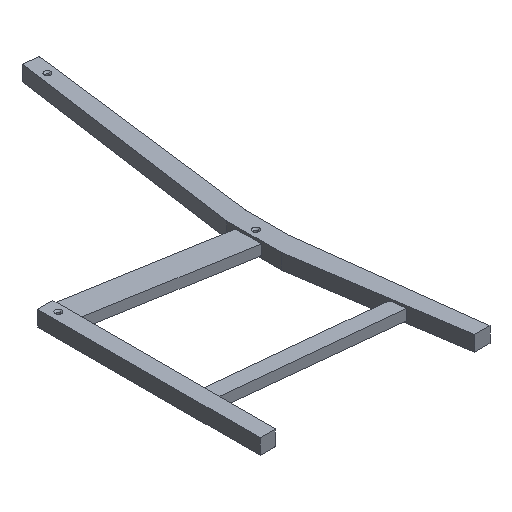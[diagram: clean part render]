
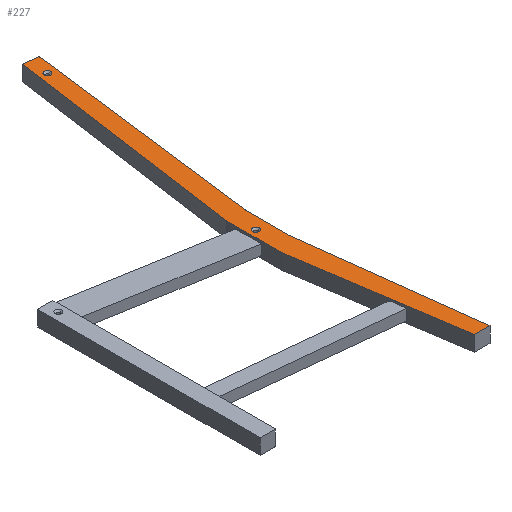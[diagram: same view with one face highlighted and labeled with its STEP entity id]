
A CAD part, isometric view. The second image highlights one B-rep face of the part: STEP entity #227.
In plain terms, the highlighted planar face has unit normal (0, 0, 1).
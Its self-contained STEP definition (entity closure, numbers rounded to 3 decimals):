
#21 = EDGE_CURVE ( 'NONE', #375, #60, #216, .T. ) ;
#47 = EDGE_LOOP ( 'NONE', ( #829, #1684, #337, #89, #1794, #502, #1020, #566 ) ) ;
#57 = DIRECTION ( 'NONE',  ( 1., 0., 0. ) ) ;
#60 = VERTEX_POINT ( 'NONE', #1175 ) ;
#84 = CIRCLE ( 'NONE', #1170, 6.3 ) ;
#89 = ORIENTED_EDGE ( 'NONE', *, *, #862, .T. ) ;
#105 = AXIS2_PLACEMENT_3D ( 'NONE', #326, #1581, #981 ) ;
#109 = LINE ( 'NONE', #757, #413 ) ;
#126 = CARTESIAN_POINT ( 'NONE',  ( 449.674, 896.399, -20. ) ) ;
#128 = CARTESIAN_POINT ( 'NONE',  ( 354.534, 328.013, -20. ) ) ;
#136 = VECTOR ( 'NONE', #57, 1000. ) ;
#164 = VERTEX_POINT ( 'NONE', #881 ) ;
#167 = AXIS2_PLACEMENT_3D ( 'NONE', #1150, #1174, #1195 ) ;
#196 = EDGE_CURVE ( 'NONE', #1124, #1887, #1715, .T. ) ;
#216 = LINE ( 'NONE', #369, #136 ) ;
#227 = ADVANCED_FACE ( 'NONE', ( #1547, #562, #1875 ), #427, .F. ) ;
#237 = DIRECTION ( 'NONE',  ( 1., 0., 0. ) ) ;
#240 = DIRECTION ( 'NONE',  ( -0.99, 0.139, 0. ) ) ;
#258 = CARTESIAN_POINT ( 'NONE',  ( 354.534, 435., -20. ) ) ;
#259 = VERTEX_POINT ( 'NONE', #1392 ) ;
#261 = DIRECTION ( 'NONE',  ( -0.122, 0.993, 0. ) ) ;
#279 = VECTOR ( 'NONE', #965, 1000. ) ;
#280 = VERTEX_POINT ( 'NONE', #2004 ) ;
#295 = CARTESIAN_POINT ( 'NONE',  ( 391.534, 350.095, -20. ) ) ;
#314 = DIRECTION ( 'NONE',  ( 0., 1., 0. ) ) ;
#326 = CARTESIAN_POINT ( 'NONE',  ( 429.349, 860.216, -20. ) ) ;
#337 = ORIENTED_EDGE ( 'NONE', *, *, #21, .T. ) ;
#349 = DIRECTION ( 'NONE',  ( 0., 0., -1. ) ) ;
#362 = CARTESIAN_POINT ( 'NONE',  ( 368.205, 391.455, -20. ) ) ;
#369 = CARTESIAN_POINT ( 'NONE',  ( 404.534, 0., -20. ) ) ;
#375 = VERTEX_POINT ( 'NONE', #954 ) ;
#412 = CIRCLE ( 'NONE', #167, 6.3 ) ;
#413 = VECTOR ( 'NONE', #261, 1000. ) ;
#427 = PLANE ( 'NONE',  #1771 ) ;
#438 = EDGE_CURVE ( 'NONE', #774, #1719, #1754, .T. ) ;
#502 = ORIENTED_EDGE ( 'NONE', *, *, #438, .T. ) ;
#562 = FACE_BOUND ( 'NONE', #1535, .T. ) ;
#566 = ORIENTED_EDGE ( 'NONE', *, *, #732, .T. ) ;
#579 = VECTOR ( 'NONE', #314, 1000. ) ;
#587 = AXIS2_PLACEMENT_3D ( 'NONE', #362, #996, #1803 ) ;
#598 = EDGE_CURVE ( 'NONE', #1143, #1956, #1319, .T. ) ;
#615 = EDGE_CURVE ( 'NONE', #164, #774, #948, .T. ) ;
#626 = LINE ( 'NONE', #128, #1206 ) ;
#714 = LINE ( 'NONE', #853, #1834 ) ;
#732 = EDGE_CURVE ( 'NONE', #1692, #1124, #714, .T. ) ;
#757 = CARTESIAN_POINT ( 'NONE',  ( 434.534, 0., -20. ) ) ;
#774 = VERTEX_POINT ( 'NONE', #1484 ) ;
#778 = EDGE_CURVE ( 'NONE', #1956, #1143, #412, .T. ) ;
#829 = ORIENTED_EDGE ( 'NONE', *, *, #196, .T. ) ;
#843 = DIRECTION ( 'NONE',  ( -0.139, -0.99, 0. ) ) ;
#853 = CARTESIAN_POINT ( 'NONE',  ( 354.534, 435., -20. ) ) ;
#862 = EDGE_CURVE ( 'NONE', #60, #164, #109, .T. ) ;
#871 = ORIENTED_EDGE ( 'NONE', *, *, #598, .T. ) ;
#881 = CARTESIAN_POINT ( 'NONE',  ( 391.534, 350.095, -20. ) ) ;
#948 = LINE ( 'NONE', #295, #579 ) ;
#954 = CARTESIAN_POINT ( 'NONE',  ( 404.534, 0., -20. ) ) ;
#965 = DIRECTION ( 'NONE',  ( 0.125, 0.992, 0. ) ) ;
#981 = DIRECTION ( 'NONE',  ( -1., 0., 0. ) ) ;
#995 = DIRECTION ( 'NONE',  ( -1., 0., 0. ) ) ;
#996 = DIRECTION ( 'NONE',  ( 0., 0., -1. ) ) ;
#1020 = ORIENTED_EDGE ( 'NONE', *, *, #1795, .T. ) ;
#1090 = ORIENTED_EDGE ( 'NONE', *, *, #1720, .T. ) ;
#1124 = VERTEX_POINT ( 'NONE', #1483 ) ;
#1143 = VERTEX_POINT ( 'NONE', #1302 ) ;
#1150 = CARTESIAN_POINT ( 'NONE',  ( 429.349, 860.216, -20. ) ) ;
#1170 = AXIS2_PLACEMENT_3D ( 'NONE', #1801, #349, #995 ) ;
#1174 = DIRECTION ( 'NONE',  ( 0., 0., -1. ) ) ;
#1175 = CARTESIAN_POINT ( 'NONE',  ( 434.534, 0., -20. ) ) ;
#1193 = CARTESIAN_POINT ( 'NONE',  ( 354.534, 328.013, -20. ) ) ;
#1195 = DIRECTION ( 'NONE',  ( -1., 0., 0. ) ) ;
#1206 = VECTOR ( 'NONE', #1733, 1000. ) ;
#1230 = CARTESIAN_POINT ( 'NONE',  ( 0., 0., -20. ) ) ;
#1282 = ORIENTED_EDGE ( 'NONE', *, *, #778, .T. ) ;
#1302 = CARTESIAN_POINT ( 'NONE',  ( 423.049, 860.216, -20. ) ) ;
#1319 = CIRCLE ( 'NONE', #105, 6.3 ) ;
#1323 = VECTOR ( 'NONE', #1666, 1000. ) ;
#1352 = ORIENTED_EDGE ( 'NONE', *, *, #1580, .T. ) ;
#1392 = CARTESIAN_POINT ( 'NONE',  ( 374.505, 391.455, -20. ) ) ;
#1483 = CARTESIAN_POINT ( 'NONE',  ( 354.534, 435., -20. ) ) ;
#1484 = CARTESIAN_POINT ( 'NONE',  ( 391.534, 435., -20. ) ) ;
#1528 = LINE ( 'NONE', #1994, #1775 ) ;
#1535 = EDGE_LOOP ( 'NONE', ( #871, #1282 ) ) ;
#1547 = FACE_BOUND ( 'NONE', #1975, .T. ) ;
#1580 = EDGE_CURVE ( 'NONE', #280, #259, #84, .T. ) ;
#1581 = DIRECTION ( 'NONE',  ( 0., 0., -1. ) ) ;
#1666 = DIRECTION ( 'NONE',  ( 0., -1., 0. ) ) ;
#1684 = ORIENTED_EDGE ( 'NONE', *, *, #1938, .T. ) ;
#1692 = VERTEX_POINT ( 'NONE', #1989 ) ;
#1694 = DIRECTION ( 'NONE',  ( 0., 0., -1. ) ) ;
#1715 = LINE ( 'NONE', #258, #1323 ) ;
#1719 = VERTEX_POINT ( 'NONE', #1814 ) ;
#1720 = EDGE_CURVE ( 'NONE', #259, #280, #2073, .T. ) ;
#1733 = DIRECTION ( 'NONE',  ( 0.151, -0.989, 0. ) ) ;
#1754 = LINE ( 'NONE', #126, #279 ) ;
#1771 = AXIS2_PLACEMENT_3D ( 'NONE', #1230, #1694, #237 ) ;
#1775 = VECTOR ( 'NONE', #240, 1000. ) ;
#1794 = ORIENTED_EDGE ( 'NONE', *, *, #615, .T. ) ;
#1795 = EDGE_CURVE ( 'NONE', #1719, #1692, #1528, .T. ) ;
#1801 = CARTESIAN_POINT ( 'NONE',  ( 368.205, 391.455, -20. ) ) ;
#1803 = DIRECTION ( 'NONE',  ( -1., 0., 0. ) ) ;
#1814 = CARTESIAN_POINT ( 'NONE',  ( 449.674, 896.399, -20. ) ) ;
#1834 = VECTOR ( 'NONE', #843, 1000. ) ;
#1875 = FACE_OUTER_BOUND ( 'NONE', #47, .T. ) ;
#1887 = VERTEX_POINT ( 'NONE', #1193 ) ;
#1915 = CARTESIAN_POINT ( 'NONE',  ( 435.649, 860.216, -20. ) ) ;
#1938 = EDGE_CURVE ( 'NONE', #1887, #375, #626, .T. ) ;
#1956 = VERTEX_POINT ( 'NONE', #1915 ) ;
#1975 = EDGE_LOOP ( 'NONE', ( #1352, #1090 ) ) ;
#1989 = CARTESIAN_POINT ( 'NONE',  ( 419.966, 900.574, -20. ) ) ;
#1994 = CARTESIAN_POINT ( 'NONE',  ( 419.966, 900.574, -20. ) ) ;
#2004 = CARTESIAN_POINT ( 'NONE',  ( 361.905, 391.455, -20. ) ) ;
#2073 = CIRCLE ( 'NONE', #587, 6.3 ) ;
